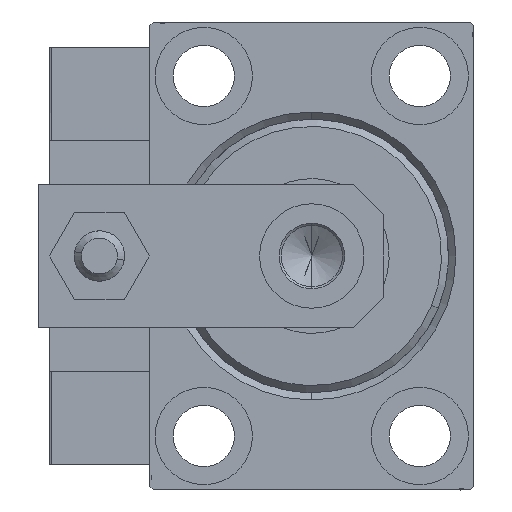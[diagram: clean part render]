
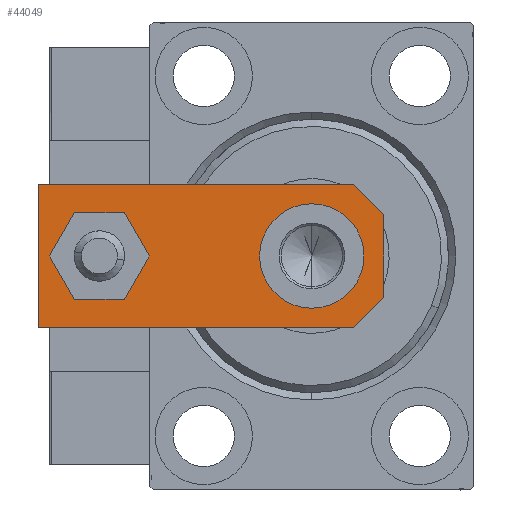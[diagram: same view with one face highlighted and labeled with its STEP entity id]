
A CAD part, left-side view. The second image highlights one B-rep face of the part: STEP entity #44049.
In plain terms, the highlighted face is planar.
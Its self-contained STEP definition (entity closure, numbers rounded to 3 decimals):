
#639 = EDGE_LOOP ( 'NONE', ( #16863, #4144 ) ) ;
#868 = AXIS2_PLACEMENT_3D ( 'NONE', #34274, #19064, #26685 ) ;
#1557 = CIRCLE ( 'NONE', #29911, 7.25 ) ;
#1838 = DIRECTION ( 'NONE',  ( 1., 0., 0. ) ) ;
#1840 = ORIENTED_EDGE ( 'NONE', *, *, #34354, .F. ) ;
#3117 = AXIS2_PLACEMENT_3D ( 'NONE', #26684, #4105, #26436 ) ;
#3214 = LINE ( 'NONE', #30095, #38142 ) ;
#3303 = CIRCLE ( 'NONE', #868, 7.25 ) ;
#4105 = DIRECTION ( 'NONE',  ( 0., 0., 1. ) ) ;
#4144 = ORIENTED_EDGE ( 'NONE', *, *, #40046, .F. ) ;
#6775 = DIRECTION ( 'NONE',  ( -1., 0., 0. ) ) ;
#6906 = VERTEX_POINT ( 'NONE', #48615 ) ;
#7041 = FACE_BOUND ( 'NONE', #639, .T. ) ;
#8392 = EDGE_CURVE ( 'NONE', #15428, #24209, #37897, .T. ) ;
#8733 = EDGE_CURVE ( 'NONE', #32592, #6906, #19507, .T. ) ;
#8965 = ORIENTED_EDGE ( 'NONE', *, *, #8733, .T. ) ;
#10657 = EDGE_LOOP ( 'NONE', ( #1840, #29466 ) ) ;
#10898 = EDGE_CURVE ( 'NONE', #16196, #28601, #19338, .T. ) ;
#12193 = EDGE_CURVE ( 'NONE', #30720, #49564, #1557, .T. ) ;
#12459 = CARTESIAN_POINT ( 'NONE',  ( -5.76, 0., 6. ) ) ;
#14620 = LINE ( 'NONE', #33614, #38717 ) ;
#14845 = DIRECTION ( 'NONE',  ( 0., 1., 0. ) ) ;
#15428 = VERTEX_POINT ( 'NONE', #34146 ) ;
#15686 = EDGE_LOOP ( 'NONE', ( #8965, #35646, #38239, #25800, #33009, #38121 ) ) ;
#15922 = DIRECTION ( 'NONE',  ( 0., 0., 1. ) ) ;
#16196 = VERTEX_POINT ( 'NONE', #12459 ) ;
#16303 = CARTESIAN_POINT ( 'NONE',  ( -7.25, 10., 6. ) ) ;
#16457 = CARTESIAN_POINT ( 'NONE',  ( 5.76, 0., 6. ) ) ;
#16863 = ORIENTED_EDGE ( 'NONE', *, *, #12193, .F. ) ;
#18270 = CARTESIAN_POINT ( 'NONE',  ( -2.88, -2.88, 6. ) ) ;
#18456 = DIRECTION ( 'NONE',  ( 0., 0., 1. ) ) ;
#18476 = VECTOR ( 'NONE', #14845, 1000. ) ;
#19016 = EDGE_CURVE ( 'NONE', #37697, #32592, #3214, .T. ) ;
#19064 = DIRECTION ( 'NONE',  ( 0., 0., 1. ) ) ;
#19338 = LINE ( 'NONE', #37431, #29077 ) ;
#19507 = LINE ( 'NONE', #42319, #35468 ) ;
#21823 = DIRECTION ( 'NONE',  ( 0.707, -0.707, 0. ) ) ;
#24209 = VERTEX_POINT ( 'NONE', #40336 ) ;
#25138 = LINE ( 'NONE', #18270, #34438 ) ;
#25800 = ORIENTED_EDGE ( 'NONE', *, *, #49083, .T. ) ;
#26436 = DIRECTION ( 'NONE',  ( 1., 0., 0. ) ) ;
#26684 = CARTESIAN_POINT ( 'NONE',  ( 0., 39.5, 6. ) ) ;
#26685 = DIRECTION ( 'NONE',  ( 1., 0., 0. ) ) ;
#27627 = AXIS2_PLACEMENT_3D ( 'NONE', #38444, #18456, #41527 ) ;
#27836 = DIRECTION ( 'NONE',  ( 1., 0., 0. ) ) ;
#28203 = EDGE_CURVE ( 'NONE', #6906, #16196, #25138, .T. ) ;
#28601 = VERTEX_POINT ( 'NONE', #16457 ) ;
#29077 = VECTOR ( 'NONE', #42163, 1000. ) ;
#29466 = ORIENTED_EDGE ( 'NONE', *, *, #8392, .F. ) ;
#29792 = CIRCLE ( 'NONE', #3117, 4. ) ;
#29911 = AXIS2_PLACEMENT_3D ( 'NONE', #46349, #15922, #27836 ) ;
#30095 = CARTESIAN_POINT ( 'NONE',  ( 10., 48., 6. ) ) ;
#30589 = PLANE ( 'NONE',  #27627 ) ;
#30720 = VERTEX_POINT ( 'NONE', #16303 ) ;
#32592 = VERTEX_POINT ( 'NONE', #43633 ) ;
#32764 = CARTESIAN_POINT ( 'NONE',  ( 0., 39.5, 6. ) ) ;
#33009 = ORIENTED_EDGE ( 'NONE', *, *, #50005, .T. ) ;
#33614 = CARTESIAN_POINT ( 'NONE',  ( 2.88, -2.88, 6. ) ) ;
#34146 = CARTESIAN_POINT ( 'NONE',  ( 4., 39.5, 6. ) ) ;
#34274 = CARTESIAN_POINT ( 'NONE',  ( 0., 10., 6. ) ) ;
#34354 = EDGE_CURVE ( 'NONE', #24209, #15428, #29792, .T. ) ;
#34438 = VECTOR ( 'NONE', #21823, 1000. ) ;
#34958 = DIRECTION ( 'NONE',  ( 0., -1., 0. ) ) ;
#35468 = VECTOR ( 'NONE', #34958, 1000. ) ;
#35646 = ORIENTED_EDGE ( 'NONE', *, *, #28203, .T. ) ;
#36578 = DIRECTION ( 'NONE',  ( 0., 0., 1. ) ) ;
#37431 = CARTESIAN_POINT ( 'NONE',  ( -10., 0., 6. ) ) ;
#37697 = VERTEX_POINT ( 'NONE', #47865 ) ;
#37897 = CIRCLE ( 'NONE', #42742, 4. ) ;
#37912 = CARTESIAN_POINT ( 'NONE',  ( 10., 0., 6. ) ) ;
#38121 = ORIENTED_EDGE ( 'NONE', *, *, #19016, .T. ) ;
#38142 = VECTOR ( 'NONE', #6775, 1000. ) ;
#38239 = ORIENTED_EDGE ( 'NONE', *, *, #10898, .T. ) ;
#38444 = CARTESIAN_POINT ( 'NONE',  ( 0., 0., 6. ) ) ;
#38693 = FACE_BOUND ( 'NONE', #10657, .T. ) ;
#38717 = VECTOR ( 'NONE', #49102, 1000. ) ;
#40032 = CARTESIAN_POINT ( 'NONE',  ( 7.25, 10., 6. ) ) ;
#40046 = EDGE_CURVE ( 'NONE', #49564, #30720, #3303, .T. ) ;
#40336 = CARTESIAN_POINT ( 'NONE',  ( -4., 39.5, 6. ) ) ;
#41527 = DIRECTION ( 'NONE',  ( 1., 0., 0. ) ) ;
#42163 = DIRECTION ( 'NONE',  ( 1., 0., 0. ) ) ;
#42319 = CARTESIAN_POINT ( 'NONE',  ( -10., 48., 6. ) ) ;
#42742 = AXIS2_PLACEMENT_3D ( 'NONE', #32764, #36578, #1838 ) ;
#43633 = CARTESIAN_POINT ( 'NONE',  ( -10., 48., 6. ) ) ;
#44049 = ADVANCED_FACE ( 'NONE', ( #38693, #49397, #7041 ), #30589, .T. ) ;
#45294 = CARTESIAN_POINT ( 'NONE',  ( 10., 4.24, 6. ) ) ;
#46192 = VERTEX_POINT ( 'NONE', #45294 ) ;
#46349 = CARTESIAN_POINT ( 'NONE',  ( 0., 10., 6. ) ) ;
#47865 = CARTESIAN_POINT ( 'NONE',  ( 10., 48., 6. ) ) ;
#48615 = CARTESIAN_POINT ( 'NONE',  ( -10., 4.24, 6. ) ) ;
#49083 = EDGE_CURVE ( 'NONE', #28601, #46192, #14620, .T. ) ;
#49102 = DIRECTION ( 'NONE',  ( 0.707, 0.707, 0. ) ) ;
#49397 = FACE_OUTER_BOUND ( 'NONE', #15686, .T. ) ;
#49564 = VERTEX_POINT ( 'NONE', #40032 ) ;
#49822 = LINE ( 'NONE', #37912, #18476 ) ;
#50005 = EDGE_CURVE ( 'NONE', #46192, #37697, #49822, .T. ) ;
